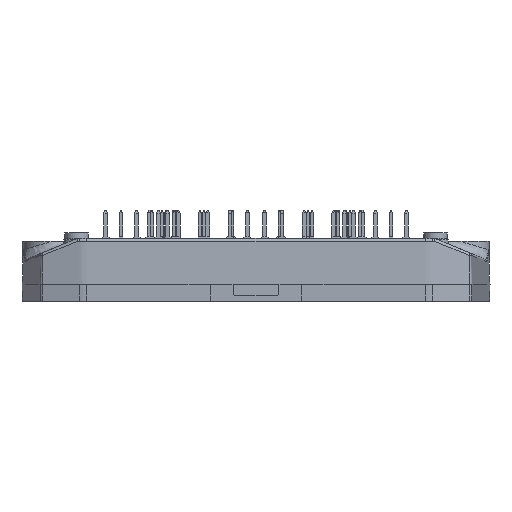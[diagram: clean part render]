
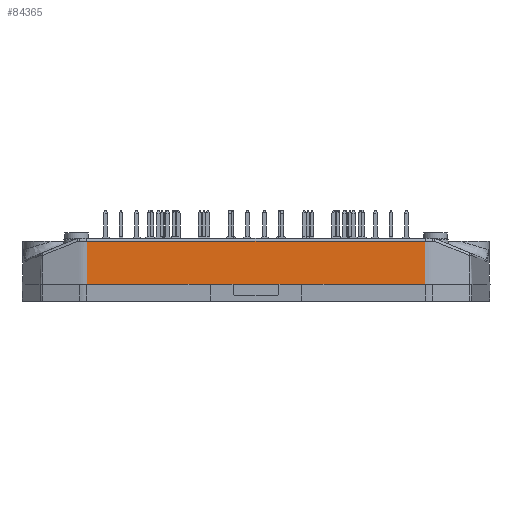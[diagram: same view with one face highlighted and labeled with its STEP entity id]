
A CAD part, front view. The second image highlights one B-rep face of the part: STEP entity #84365.
In plain terms, the highlighted planar face has unit normal (0, -1, 0.026).
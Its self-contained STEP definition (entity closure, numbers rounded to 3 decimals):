
#4498=LINE('',#121453,#9882);
#4506=LINE('',#121486,#9890);
#4634=LINE('',#122536,#10018);
#4638=LINE('',#122548,#10022);
#4646=LINE('',#122657,#10030);
#4647=LINE('',#122659,#10031);
#4648=LINE('',#122660,#10032);
#4649=LINE('',#122662,#10033);
#4650=LINE('',#122664,#10034);
#4651=LINE('',#122665,#10035);
#9882=VECTOR('',#98347,1000.);
#9890=VECTOR('',#98371,1000.);
#10018=VECTOR('',#98823,1000.);
#10022=VECTOR('',#98831,1000.);
#10030=VECTOR('',#98843,1000.);
#10031=VECTOR('',#98844,1000.);
#10032=VECTOR('',#98845,1000.);
#10033=VECTOR('',#98846,1000.);
#10034=VECTOR('',#98847,1000.);
#10035=VECTOR('',#98848,1000.);
#20106=ORIENTED_EDGE('',*,*,#35957,.F.);
#20107=ORIENTED_EDGE('',*,*,#35958,.T.);
#20108=ORIENTED_EDGE('',*,*,#35684,.F.);
#20109=ORIENTED_EDGE('',*,*,#35959,.F.);
#20110=ORIENTED_EDGE('',*,*,#35960,.T.);
#20111=ORIENTED_EDGE('',*,*,#35961,.T.);
#20112=ORIENTED_EDGE('',*,*,#35944,.T.);
#20113=ORIENTED_EDGE('',*,*,#35962,.F.);
#20114=ORIENTED_EDGE('',*,*,#35938,.F.);
#20115=ORIENTED_EDGE('',*,*,#35671,.F.);
#35671=EDGE_CURVE('',#43875,#43876,#4498,.T.);
#35684=EDGE_CURVE('',#43885,#43886,#4506,.T.);
#35938=EDGE_CURVE('',#43876,#44036,#4634,.T.);
#35944=EDGE_CURVE('',#44042,#44041,#4638,.T.);
#35957=EDGE_CURVE('',#44053,#43875,#4646,.T.);
#35958=EDGE_CURVE('',#44053,#43886,#4647,.F.);
#35959=EDGE_CURVE('',#44054,#43885,#4648,.F.);
#35960=EDGE_CURVE('',#44054,#44055,#4649,.T.);
#35961=EDGE_CURVE('',#44055,#44042,#4650,.T.);
#35962=EDGE_CURVE('',#44036,#44041,#4651,.T.);
#43875=VERTEX_POINT('',#121452);
#43876=VERTEX_POINT('',#121454);
#43885=VERTEX_POINT('',#121487);
#43886=VERTEX_POINT('',#121488);
#44036=VERTEX_POINT('',#122537);
#44041=VERTEX_POINT('',#122547);
#44042=VERTEX_POINT('',#122549);
#44053=VERTEX_POINT('',#122658);
#44054=VERTEX_POINT('',#122661);
#44055=VERTEX_POINT('',#122663);
#51603=EDGE_LOOP('',(#20106,#20107,#20108,#20109,#20110,#20111,#20112,#20113,
#20114,#20115));
#55249=FACE_BOUND('',#51603,.T.);
#57981=PLANE('',#88953);
#84365=ADVANCED_FACE('',(#55249),#57981,.T.);
#88953=AXIS2_PLACEMENT_3D('',#122656,#98841,#98842);
#98347=DIRECTION('',(-1.,0.,0.));
#98371=DIRECTION('',(1.,0.,0.));
#98823=DIRECTION('',(-1.,0.,0.));
#98831=DIRECTION('',(1.,0.,0.));
#98841=DIRECTION('',(0.,-1.,0.026));
#98842=DIRECTION('',(0.,0.026,1.));
#98843=DIRECTION('',(-1.,0.,0.));
#98844=DIRECTION('',(0.006,-0.026,-1.));
#98845=DIRECTION('',(-0.006,-0.026,-1.));
#98846=DIRECTION('',(1.,0.,0.));
#98847=DIRECTION('',(1.,0.,0.));
#98848=DIRECTION('',(-1.,0.,0.));
#121452=CARTESIAN_POINT('',(29.513,-30.776,2.02));
#121453=CARTESIAN_POINT('',(17.961,-30.776,2.02));
#121454=CARTESIAN_POINT('',(8.,-30.776,2.02));
#121486=CARTESIAN_POINT('',(27.533,-30.58,9.533));
#121487=CARTESIAN_POINT('',(-29.469,-30.58,9.533));
#121488=CARTESIAN_POINT('',(29.469,-30.58,9.533));
#122536=CARTESIAN_POINT('',(17.961,-30.776,2.02));
#122537=CARTESIAN_POINT('',(4.,-30.776,2.02));
#122547=CARTESIAN_POINT('',(-4.,-30.776,2.02));
#122548=CARTESIAN_POINT('',(-17.961,-30.776,2.02));
#122549=CARTESIAN_POINT('',(-8.,-30.776,2.02));
#122656=CARTESIAN_POINT('',(17.961,-30.776,2.02));
#122657=CARTESIAN_POINT('',(17.961,-30.776,2.02));
#122658=CARTESIAN_POINT('',(29.513,-30.776,2.02));
#122659=CARTESIAN_POINT('',(29.512,-30.775,2.087));
#122660=CARTESIAN_POINT('',(-29.512,-30.775,2.087));
#122661=CARTESIAN_POINT('',(-29.513,-30.776,2.02));
#122662=CARTESIAN_POINT('',(-17.961,-30.776,2.02));
#122663=CARTESIAN_POINT('',(-29.513,-30.776,2.02));
#122664=CARTESIAN_POINT('',(-17.961,-30.776,2.02));
#122665=CARTESIAN_POINT('',(-17.961,-30.776,2.02));
